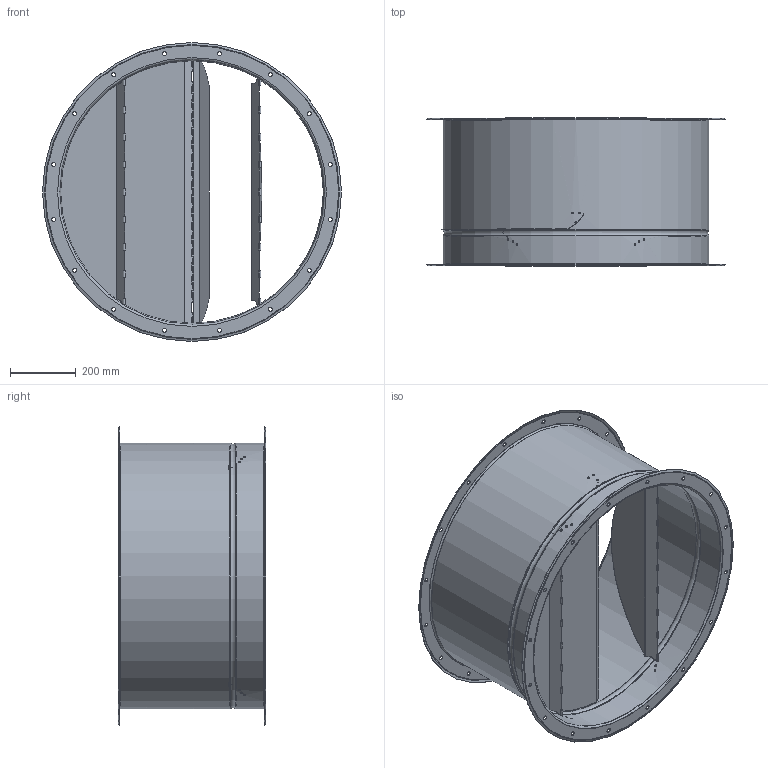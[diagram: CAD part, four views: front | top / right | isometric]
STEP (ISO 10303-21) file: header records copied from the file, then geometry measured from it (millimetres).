
FILE_DESCRIPTION (( 'STEP AP203' ), '1' );
FILE_NAME ('1SE9268_SA 800.STEP', '2022-02-25T10:25:53', ( '' ), ( '' ), 'SwSTEP 2.0', 'SolidWorks 2018', '' );
FILE_SCHEMA (( 'CONFIG_CONTROL_DESIGN' ));
Length unit declared in the file: millimetre
Products named in the file (5): 1SE9268_SA 800; K306_ALETTA CENTRALE 2 SERRANDA 800; K307_ALETTA ESTERNA 1 SERRANDA 800; K304_CASSA SERRANDA 800; K305_ALETTA CENTRALE 1 SERRANDA 800
Assembly tree (5 placements, depth 2):
  1SE9268_SA 800
    K304_CASSA SERRANDA 800
    K307_ALETTA ESTERNA 1 SERRANDA 800  x2
    K305_ALETTA CENTRALE 1 SERRANDA 800
    K306_ALETTA CENTRALE 2 SERRANDA 800
Bounding box: 912 x 450 x 912 mm (x, y, z)
Volume: 2592666.4 mm3; surface area: 4035373.8 mm2
Topology: 5 solids, 5 shells, 518 faces, 1330 edges, 822 vertices
Faces by surface type: plane 304, cylinder 186, torus 14, bspline 8, cone 6
Full cylindrical faces by diameter (mm): 5 x12, 5.25 x6, 12 x32, 808 x2, 811 x2
Entity records: 15692 total; most frequent: CARTESIAN_POINT 4466, DIRECTION 2189, ORIENTED_EDGE 2114, EDGE_CURVE 1057, AXIS2_PLACEMENT_3D 745, VECTOR 699, LINE 699, VERTEX_POINT 694
